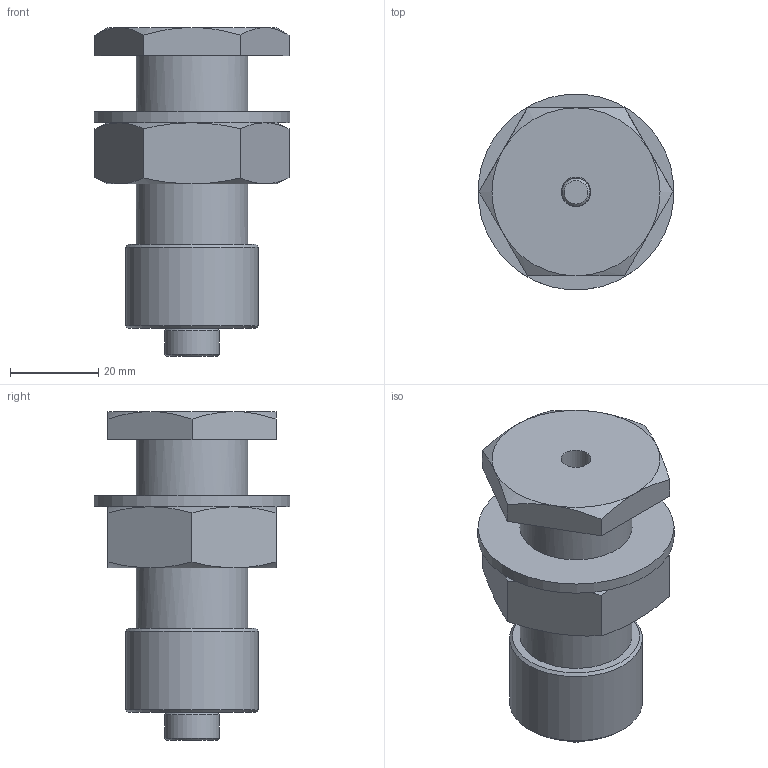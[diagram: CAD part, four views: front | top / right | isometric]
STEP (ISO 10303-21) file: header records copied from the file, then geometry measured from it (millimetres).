
FILE_DESCRIPTION(/* description */ (''),/* implementation_level */ '2;1');
FILE_NAME(/* name */ '2000051b.stp',/* time_stamp */ '2019-07-15T09:52:17-04:00',/* author */ ('Glen_C'),/* organization */ (''),/* preprocessor_version */ 'ST-DEVELOPER v16.13',/* originating_system */ 'Autodesk Inventor 2018',/* authorisation */ '');
FILE_SCHEMA (('AUTOMOTIVE_DESIGN { 1 0 10303 214 3 1 1 }'));
Length unit declared in the file: inch
Products named in the file (1): 2000051_S
Bounding box: 44.31 x 44.31 x 74.6 mm (x, y, z)
Volume: 54642.3 mm3; surface area: 15622.6 mm2
Topology: 1 solids, 1 shells, 83 faces, 178 edges, 108 vertices
Faces by surface type: cone 33, plane 28, cylinder 17, torus 5
Full cylindrical faces by diameter (mm): 6.35 x1, 6.731 x1, 12.446 x1, 15.875 x1, 16.256 x1, 25.349 x2, 25.4 x2, 28.194 x1, 28.372 x1, 30.15 x1, 34.925 x1, 35.306 x1, 44.45 x1
Entity records: 2814 total; most frequent: CARTESIAN_POINT 1073, DIRECTION 334, ORIENTED_EDGE 288, AXIS2_PLACEMENT_3D 157, EDGE_CURVE 144, EDGE_LOOP 126, VERTEX_POINT 102, STYLED_ITEM 84
